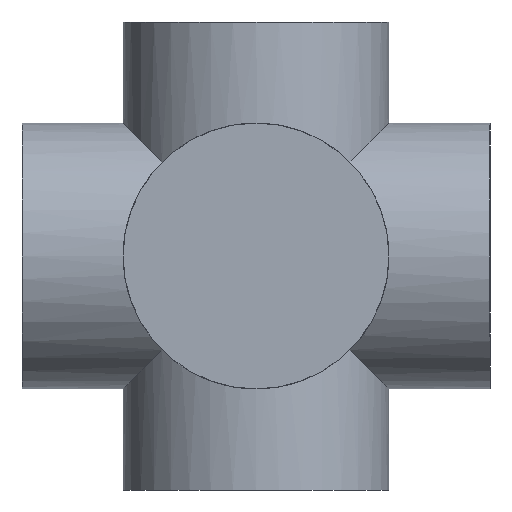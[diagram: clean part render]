
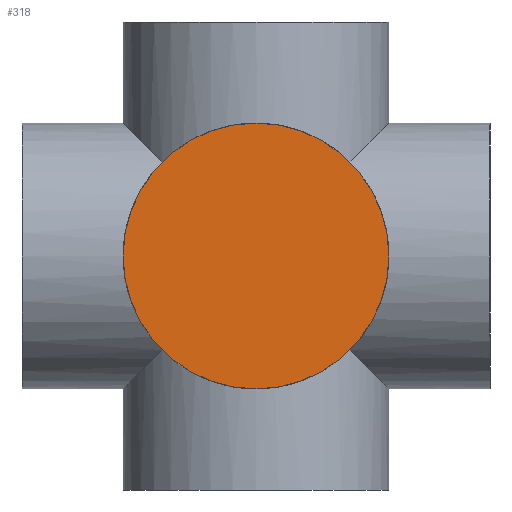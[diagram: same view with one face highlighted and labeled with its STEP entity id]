
A CAD part, front view. The second image highlights one B-rep face of the part: STEP entity #318.
In plain terms, the highlighted planar face has unit normal (0, -1, 0).
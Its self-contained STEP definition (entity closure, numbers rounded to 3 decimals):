
#186 = VERTEX_POINT('',#187);
#187 = CARTESIAN_POINT('',(0.,-6.25,-3.55));
#193 = EDGE_CURVE('',#186,#186,#194,.T.);
#194 = CIRCLE('',#195,3.55);
#195 = AXIS2_PLACEMENT_3D('',#196,#197,#198);
#196 = CARTESIAN_POINT('',(0.,-6.25,0.
    ));
#197 = DIRECTION('',(0.,1.,0.));
#198 = DIRECTION('',(0.,0.,-1.));
#318 = ADVANCED_FACE('',(#319),#322,.F.);
#319 = FACE_BOUND('',#320,.F.);
#320 = EDGE_LOOP('',(#321));
#321 = ORIENTED_EDGE('',*,*,#193,.T.);
#322 = PLANE('',#323);
#323 = AXIS2_PLACEMENT_3D('',#324,#325,#326);
#324 = CARTESIAN_POINT('',(0.,-6.25,0.
    ));
#325 = DIRECTION('',(0.,1.,0.));
#326 = DIRECTION('',(0.,0.,-1.));
